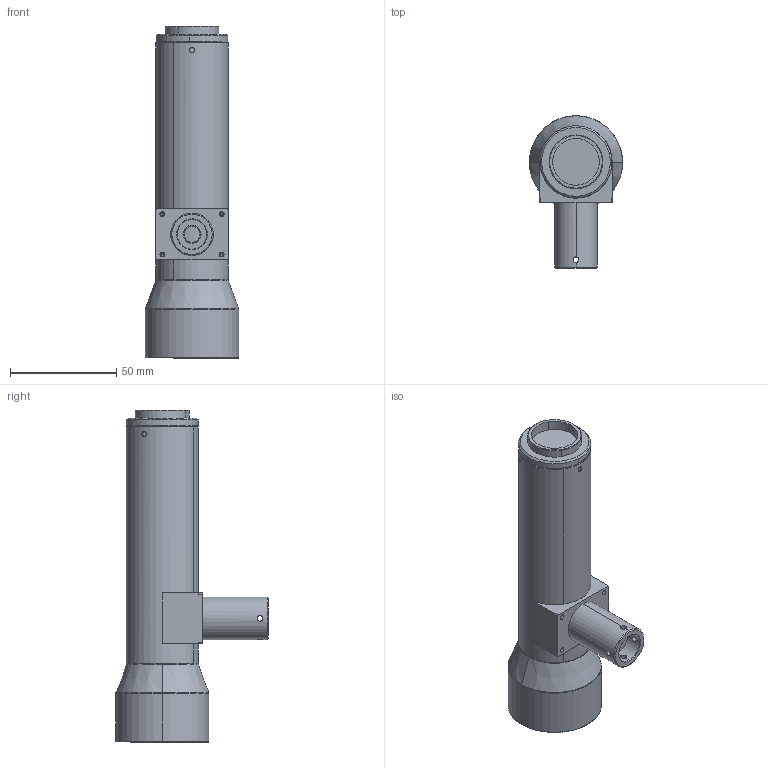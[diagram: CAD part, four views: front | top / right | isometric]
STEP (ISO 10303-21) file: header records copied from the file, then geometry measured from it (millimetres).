
FILE_DESCRIPTION (( 'STEP AP203' ), '1' );
FILE_NAME ('WWK10-110CP-111V3.STEP', '2023-12-21T08:45:39', ( '' ), ( '' ), 'SwSTEP 2.0', 'SolidWorks 2017', '' );
FILE_SCHEMA (( 'CONFIG_CONTROL_DESIGN' ));
Length unit declared in the file: millimetre
Products named in the file (1): WWK10-110CP-111V3
Bounding box: 44 x 72 x 156.47 mm (x, y, z)
Volume: 163545.2 mm3; surface area: 25937.5 mm2
Topology: 1 solids, 4 shells, 173 faces, 401 edges, 248 vertices
Faces by surface type: cylinder 91, cone 41, plane 37, torus 4
Entity records: 5740 total; most frequent: CARTESIAN_POINT 1716, DIRECTION 855, ORIENTED_EDGE 786, EDGE_CURVE 393, AXIS2_PLACEMENT_3D 345, VERTEX_POINT 248, EDGE_LOOP 203, ADVANCED_FACE 173
